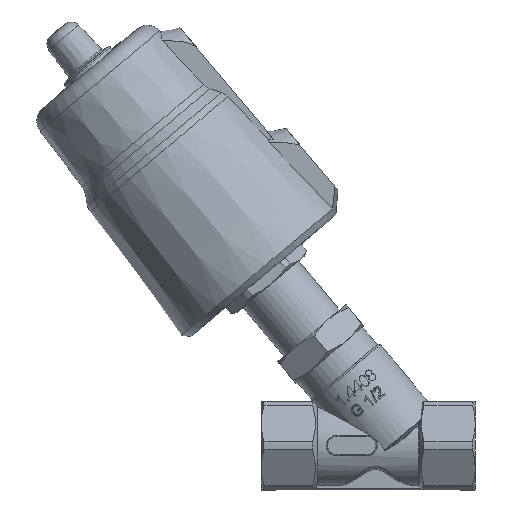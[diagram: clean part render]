
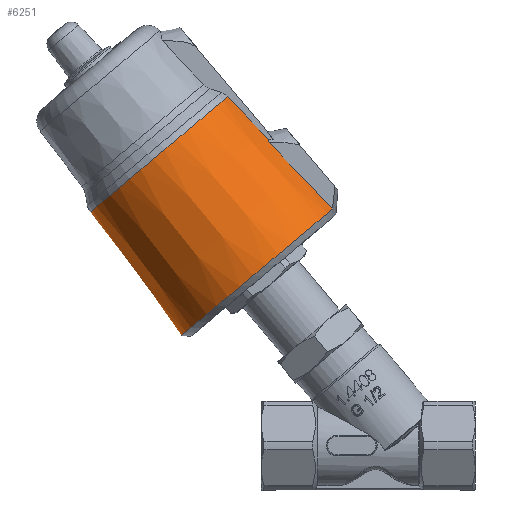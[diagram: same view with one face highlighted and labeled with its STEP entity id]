
A CAD part, left-side view. The second image highlights one B-rep face of the part: STEP entity #6251.
In plain terms, the highlighted conical face has half-angle 3.414 degrees and reference radius 29.475 mm.
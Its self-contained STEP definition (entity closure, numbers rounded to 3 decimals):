
#422=B_SPLINE_CURVE_WITH_KNOTS('',3,(#34399,#34400,#34401,#34402),
 .UNSPECIFIED.,.F.,.F.,(4,4),(3.068,3.242),
 .UNSPECIFIED.);
#423=B_SPLINE_CURVE_WITH_KNOTS('',3,(#34414,#34415,#34416,#34417),
 .UNSPECIFIED.,.F.,.F.,(4,4),(1.198,1.372),
 .UNSPECIFIED.);
#1346=(
BOUNDED_CURVE()
B_SPLINE_CURVE(2,(#34427,#34428,#34429),.UNSPECIFIED.,.F.,.F.)
B_SPLINE_CURVE_WITH_KNOTS((3,3),(0.,1.713),.UNSPECIFIED.)
CURVE()
GEOMETRIC_REPRESENTATION_ITEM()
RATIONAL_B_SPLINE_CURVE((1.,1.,1.))
REPRESENTATION_ITEM('')
);
#1347=(
BOUNDED_CURVE()
B_SPLINE_CURVE(2,(#34430,#34431,#34432),.UNSPECIFIED.,.F.,.F.)
B_SPLINE_CURVE_WITH_KNOTS((3,3),(0.,1.078),.UNSPECIFIED.)
CURVE()
GEOMETRIC_REPRESENTATION_ITEM()
RATIONAL_B_SPLINE_CURVE((1.,1.,1.))
REPRESENTATION_ITEM('')
);
#1349=(
BOUNDED_CURVE()
B_SPLINE_CURVE(2,(#34441,#34442,#34443),.UNSPECIFIED.,.F.,.F.)
B_SPLINE_CURVE_WITH_KNOTS((3,3),(0.492,2.204),
 .UNSPECIFIED.)
CURVE()
GEOMETRIC_REPRESENTATION_ITEM()
RATIONAL_B_SPLINE_CURVE((1.,1.,1.))
REPRESENTATION_ITEM('')
);
#1350=(
BOUNDED_CURVE()
B_SPLINE_CURVE(2,(#34444,#34445,#34446),.UNSPECIFIED.,.F.,.F.)
B_SPLINE_CURVE_WITH_KNOTS((3,3),(0.354,1.433),
 .UNSPECIFIED.)
CURVE()
GEOMETRIC_REPRESENTATION_ITEM()
RATIONAL_B_SPLINE_CURVE((1.,1.,1.))
REPRESENTATION_ITEM('')
);
#1351=(
BOUNDED_CURVE()
B_SPLINE_CURVE(2,(#34448,#34449,#34450),.UNSPECIFIED.,.F.,.F.)
B_SPLINE_CURVE_WITH_KNOTS((3,3),(0.632,2.44),
 .UNSPECIFIED.)
CURVE()
GEOMETRIC_REPRESENTATION_ITEM()
RATIONAL_B_SPLINE_CURVE((1.,1.,1.))
REPRESENTATION_ITEM('')
);
#1352=(
BOUNDED_CURVE()
B_SPLINE_CURVE(2,(#34453,#34454,#34455),.UNSPECIFIED.,.F.,.F.)
B_SPLINE_CURVE_WITH_KNOTS((3,3),(0.,1.808),.UNSPECIFIED.)
CURVE()
GEOMETRIC_REPRESENTATION_ITEM()
RATIONAL_B_SPLINE_CURVE((1.,1.,1.))
REPRESENTATION_ITEM('')
);
#1756=FACE_OUTER_BOUND('',#2157,.T.);
#2157=EDGE_LOOP('',(#5703,#5704,#5705,#5706,#5707,#5708,#5709,#5710,#5711,
#5712));
#2383=CIRCLE('',#6719,30.752);
#2384=CIRCLE('',#6721,27.97);
#2973=VERTEX_POINT('',#34394);
#2974=VERTEX_POINT('',#34398);
#2977=VERTEX_POINT('',#34409);
#2978=VERTEX_POINT('',#34413);
#2979=VERTEX_POINT('',#34422);
#2980=VERTEX_POINT('',#34426);
#2981=VERTEX_POINT('',#34434);
#2982=VERTEX_POINT('',#34440);
#2983=VERTEX_POINT('',#34447);
#2984=VERTEX_POINT('',#34451);
#3889=EDGE_CURVE('',#2974,#2973,#422,.T.);
#3893=EDGE_CURVE('',#2978,#2977,#423,.T.);
#3896=EDGE_CURVE('',#2980,#2979,#1346,.T.);
#3897=EDGE_CURVE('',#2980,#2973,#1347,.T.);
#3899=EDGE_CURVE('',#2979,#2981,#2383,.T.);
#3900=EDGE_CURVE('',#2981,#2982,#1349,.T.);
#3901=EDGE_CURVE('',#2978,#2982,#1350,.T.);
#3902=EDGE_CURVE('',#2977,#2983,#1351,.T.);
#3903=EDGE_CURVE('',#2984,#2983,#2384,.T.);
#3904=EDGE_CURVE('',#2984,#2974,#1352,.T.);
#5703=ORIENTED_EDGE('',*,*,#3899,.T.);
#5704=ORIENTED_EDGE('',*,*,#3900,.T.);
#5705=ORIENTED_EDGE('',*,*,#3901,.F.);
#5706=ORIENTED_EDGE('',*,*,#3893,.T.);
#5707=ORIENTED_EDGE('',*,*,#3902,.T.);
#5708=ORIENTED_EDGE('',*,*,#3903,.F.);
#5709=ORIENTED_EDGE('',*,*,#3904,.T.);
#5710=ORIENTED_EDGE('',*,*,#3889,.T.);
#5711=ORIENTED_EDGE('',*,*,#3897,.F.);
#5712=ORIENTED_EDGE('',*,*,#3896,.T.);
#5906=CONICAL_SURFACE('',#6720,29.475,3.414);
#6251=ADVANCED_FACE('',(#1756),#5906,.T.);
#6719=AXIS2_PLACEMENT_3D('',#34438,#7932,#7933);
#6720=AXIS2_PLACEMENT_3D('',#34439,#7934,#7935);
#6721=AXIS2_PLACEMENT_3D('',#34452,#7936,#7937);
#7932=DIRECTION('center_axis',(0.,0.643,
0.766));
#7933=DIRECTION('ref_axis',(0.,-0.766,0.643));
#7934=DIRECTION('center_axis',(0.,-0.643,
-0.766));
#7935=DIRECTION('ref_axis',(0.,-0.766,0.643));
#7936=DIRECTION('center_axis',(0.,0.643,
0.766));
#7937=DIRECTION('ref_axis',(0.,0.766,-0.643));
#34394=CARTESIAN_POINT('',(10.,9.563,30.939));
#34398=CARTESIAN_POINT('',(8.5,9.798,31.914));
#34399=CARTESIAN_POINT('Ctrl Pts',(8.5,9.798,31.914));
#34400=CARTESIAN_POINT('Ctrl Pts',(9.024,9.728,31.609));
#34401=CARTESIAN_POINT('Ctrl Pts',(9.526,9.65,31.281));
#34402=CARTESIAN_POINT('Ctrl Pts',(10.,9.563,30.939));
#34409=CARTESIAN_POINT('',(-8.5,9.798,31.914));
#34413=CARTESIAN_POINT('',(-10.,9.563,30.939));
#34414=CARTESIAN_POINT('Ctrl Pts',(-10.,9.563,30.939));
#34415=CARTESIAN_POINT('Ctrl Pts',(-9.526,9.65,31.281));
#34416=CARTESIAN_POINT('Ctrl Pts',(-9.024,9.728,31.609));
#34417=CARTESIAN_POINT('Ctrl Pts',(-8.5,9.798,31.914));
#34422=CARTESIAN_POINT('',(10.,-9.657,10.771));
#34426=CARTESIAN_POINT('',(10.,2.092,23.102));
#34427=CARTESIAN_POINT('Ctrl Pts',(10.,2.092,23.102));
#34428=CARTESIAN_POINT('Ctrl Pts',(10.,-3.673,17.053));
#34429=CARTESIAN_POINT('Ctrl Pts',(10.,-9.657,10.771));
#34430=CARTESIAN_POINT('Ctrl Pts',(10.,2.092,23.102));
#34431=CARTESIAN_POINT('Ctrl Pts',(10.,5.874,27.069));
#34432=CARTESIAN_POINT('Ctrl Pts',(10.,9.563,30.939));
#34434=CARTESIAN_POINT('',(-10.,-9.657,10.771));
#34438=CARTESIAN_POINT('Origin',(0.,12.62,
-7.921));
#34439=CARTESIAN_POINT('Origin',(0.,26.374,
8.471));
#34440=CARTESIAN_POINT('',(-10.,2.092,23.102));
#34441=CARTESIAN_POINT('Ctrl Pts',(-10.,-9.657,10.771));
#34442=CARTESIAN_POINT('Ctrl Pts',(-10.,-3.673,17.053));
#34443=CARTESIAN_POINT('Ctrl Pts',(-10.,2.092,23.102));
#34444=CARTESIAN_POINT('Ctrl Pts',(-10.,9.563,30.939));
#34445=CARTESIAN_POINT('Ctrl Pts',(-10.,5.874,27.069));
#34446=CARTESIAN_POINT('Ctrl Pts',(-10.,2.092,23.102));
#34447=CARTESIAN_POINT('',(-8.5,22.173,44.92));
#34448=CARTESIAN_POINT('Ctrl Pts',(-8.5,9.798,31.914));
#34449=CARTESIAN_POINT('Ctrl Pts',(-8.5,16.112,38.551));
#34450=CARTESIAN_POINT('Ctrl Pts',(-8.5,22.173,44.92));
#34451=CARTESIAN_POINT('',(8.5,22.173,44.92));
#34452=CARTESIAN_POINT('Origin',(0.,42.586,
27.791));
#34453=CARTESIAN_POINT('Ctrl Pts',(8.5,22.173,44.92));
#34454=CARTESIAN_POINT('Ctrl Pts',(8.5,16.112,38.551));
#34455=CARTESIAN_POINT('Ctrl Pts',(8.5,9.798,31.914));
